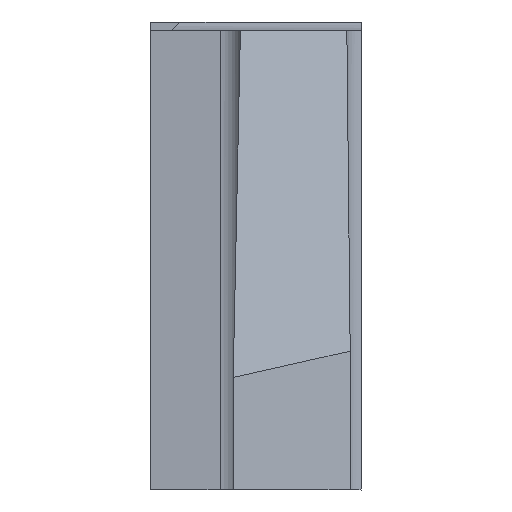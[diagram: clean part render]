
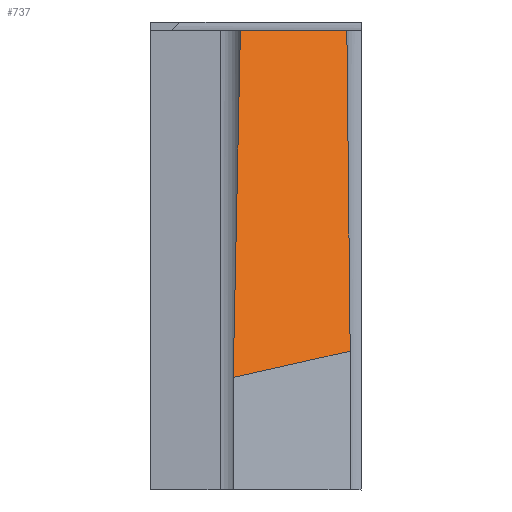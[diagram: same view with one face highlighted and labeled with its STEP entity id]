
A CAD part, front view. The second image highlights one B-rep face of the part: STEP entity #737.
In plain terms, the highlighted planar face has unit normal (0, -0.643, 0.766).
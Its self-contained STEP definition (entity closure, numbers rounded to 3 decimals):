
#499=CARTESIAN_POINT('',(1.533,-5.363,0.85));
#500=VERTEX_POINT('',#499);
#638=CARTESIAN_POINT('',(3.353,-5.363,0.85));
#639=VERTEX_POINT('',#638);
#650=CARTESIAN_POINT('',(3.353,-5.363,0.85));
#651=DIRECTION('',(-1.,0.,0.));
#652=VECTOR('',#651,1.82);
#653=LINE('',#650,#652);
#654=EDGE_CURVE('',#639,#500,#653,.T.);
#675=CARTESIAN_POINT('',(2.905,-9.208,-2.376));
#676=DIRECTION('',(0.,0.643,-0.766));
#677=DIRECTION('',(0.,0.492,0.413));
#678=AXIS2_PLACEMENT_3D('',#675,#676,#677);
#679=PLANE('',#678);
#680=CARTESIAN_POINT('',(3.353,-5.363,0.85));
#681=DIRECTION('',(0.007,-0.766,-0.643));
#682=VECTOR('',#681,8.52);
#683=LINE('',#680,#682);
#684=CARTESIAN_POINT('',(3.41,-11.889,-4.626));
#685=VERTEX_POINT('',#684);
#686=EDGE_CURVE('',#639,#685,#683,.T.);
#687=ORIENTED_EDGE('Edge 1037',*,*,#686,.F.);
#696=CARTESIAN_POINT('',(3.41,-11.889,-4.626));
#697=DIRECTION('',(-0.944,-0.253,-0.212));
#698=VECTOR('',#697,2.119);
#699=LINE('',#696,#698);
#700=CARTESIAN_POINT('',(1.41,-12.425,-5.076));
#701=VERTEX_POINT('',#700);
#702=EDGE_CURVE('',#685,#701,#699,.T.);
#703=ORIENTED_EDGE('Edge 244',*,*,#702,.F.);
#712=CARTESIAN_POINT('',(1.41,-12.425,-5.076));
#713=DIRECTION('',(0.013,0.766,0.643));
#714=VECTOR('',#713,9.22);
#715=LINE('',#712,#714);
#716=EDGE_CURVE('',#701,#500,#715,.T.);
#717=ORIENTED_EDGE('Edge 1092',*,*,#716,.F.);
#726=ORIENTED_EDGE('Edge 254',*,*,#654,.T.);
#735=EDGE_LOOP('',(#726,#717,#703,#687));
#736=FACE_OUTER_BOUND('Loop 255',#735,.T.);
#737=ADVANCED_FACE('Face 256',(#736),#679,.F.);
